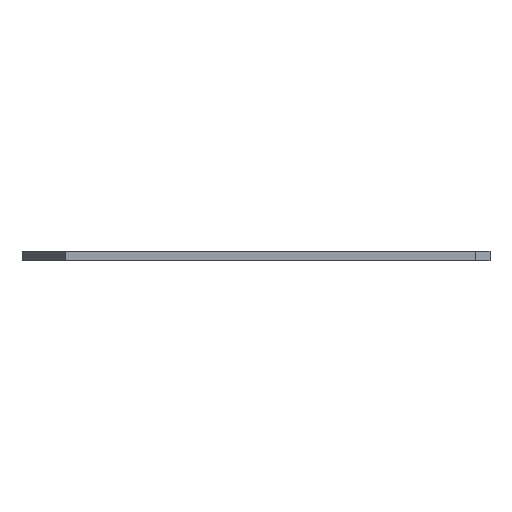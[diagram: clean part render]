
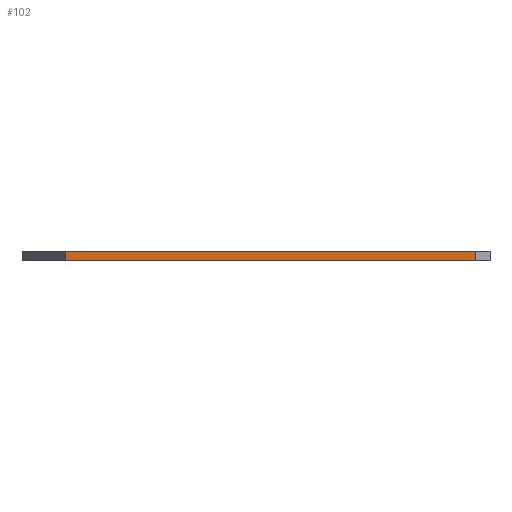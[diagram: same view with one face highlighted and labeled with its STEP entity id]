
A CAD part, front view. The second image highlights one B-rep face of the part: STEP entity #102.
In plain terms, the highlighted planar face has unit normal (0, -1, 0).
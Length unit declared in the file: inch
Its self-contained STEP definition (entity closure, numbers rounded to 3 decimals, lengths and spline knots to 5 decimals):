
#19 = DIRECTION ( 'NONE',  ( 0., 0., -1. ) ) ;
#21 = DIRECTION ( 'NONE',  ( 1., 0., 0. ) ) ;
#39 = CARTESIAN_POINT ( 'NONE',  ( 1.76951, -0.5, 0. ) ) ;
#100 = VECTOR ( 'NONE', #654, 39.37008 ) ;
#102 = ADVANCED_FACE ( 'NONE', ( #171 ), #429, .T. ) ;
#132 = VECTOR ( 'NONE', #910, 39.37008 ) ;
#171 = FACE_OUTER_BOUND ( 'NONE', #808, .T. ) ;
#174 = CARTESIAN_POINT ( 'NONE',  ( -1.89451, -0.5, 0. ) ) ;
#189 = DIRECTION ( 'NONE',  ( 0., 0., 1. ) ) ;
#218 = EDGE_CURVE ( 'NONE', #790, #455, #1016, .T. ) ;
#296 = VERTEX_POINT ( 'NONE', #39 ) ;
#305 = LINE ( 'NONE', #174, #100 ) ;
#317 = EDGE_CURVE ( 'NONE', #790, #296, #305, .T. ) ;
#355 = ORIENTED_EDGE ( 'NONE', *, *, #572, .T. ) ;
#358 = ORIENTED_EDGE ( 'NONE', *, *, #491, .T. ) ;
#364 = ORIENTED_EDGE ( 'NONE', *, *, #317, .F. ) ;
#371 = CARTESIAN_POINT ( 'NONE',  ( -1.73686, -0.5, -0.08 ) ) ;
#375 = LINE ( 'NONE', #604, #583 ) ;
#378 = ORIENTED_EDGE ( 'NONE', *, *, #218, .T. ) ;
#425 = LINE ( 'NONE', #889, #804 ) ;
#429 = PLANE ( 'NONE',  #819 ) ;
#439 = CARTESIAN_POINT ( 'NONE',  ( -1.73686, -0.5, -0.08 ) ) ;
#455 = VERTEX_POINT ( 'NONE', #371 ) ;
#491 = EDGE_CURVE ( 'NONE', #925, #296, #425, .T. ) ;
#497 = CARTESIAN_POINT ( 'NONE',  ( -1.73686, -0.5, 0. ) ) ;
#512 = DIRECTION ( 'NONE',  ( 0., -1., 0. ) ) ;
#572 = EDGE_CURVE ( 'NONE', #455, #925, #375, .T. ) ;
#583 = VECTOR ( 'NONE', #21, 39.37008 ) ;
#588 = CARTESIAN_POINT ( 'NONE',  ( 1.76951, -0.5, -0.08 ) ) ;
#604 = CARTESIAN_POINT ( 'NONE',  ( -1.89451, -0.5, -0.08 ) ) ;
#654 = DIRECTION ( 'NONE',  ( 1., 0., 0. ) ) ;
#790 = VERTEX_POINT ( 'NONE', #497 ) ;
#804 = VECTOR ( 'NONE', #189, 39.37008 ) ;
#808 = EDGE_LOOP ( 'NONE', ( #355, #358, #364, #378 ) ) ;
#819 = AXIS2_PLACEMENT_3D ( 'NONE', #963, #512, #19 ) ;
#889 = CARTESIAN_POINT ( 'NONE',  ( 1.76951, -0.5, -0.08 ) ) ;
#910 = DIRECTION ( 'NONE',  ( 0., 0., -1. ) ) ;
#925 = VERTEX_POINT ( 'NONE', #588 ) ;
#963 = CARTESIAN_POINT ( 'NONE',  ( -1.89451, -0.5, -0.08 ) ) ;
#1016 = LINE ( 'NONE', #439, #132 ) ;
